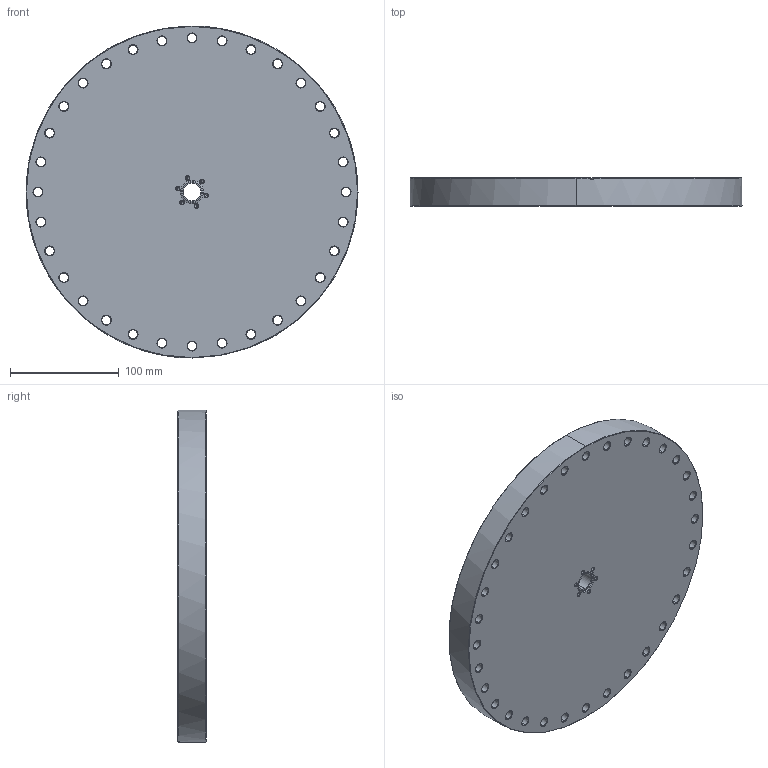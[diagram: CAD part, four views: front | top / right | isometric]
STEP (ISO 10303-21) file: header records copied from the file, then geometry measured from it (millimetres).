
FILE_DESCRIPTION (( 'STEP AP214' ), '1' );
FILE_NAME ('Hositrad_CFA250-16D.STEP', '2017-05-08T14:24:07', ( 'Gebruiker' ), ( '' ), 'SwSTEP 2.0', 'SolidWorks 2017', '' );
FILE_SCHEMA (( 'AUTOMOTIVE_DESIGN' ));
Length unit declared in the file: millimetre
Products named in the file (1): Hositrad_CFA250-16D
Bounding box: 306 x 26 x 306 mm (x, y, z)
Volume: 1783962.9 mm3; surface area: 193308.7 mm2
Topology: 1 solids, 1 shells, 260 faces, 608 edges, 345 vertices
Faces by surface type: cone 165, cylinder 84, plane 11
Entity records: 7595 total; most frequent: DIRECTION 1443, CARTESIAN_POINT 1214, ORIENTED_EDGE 1192, EDGE_CURVE 596, AXIS2_PLACEMENT_3D 590, VERTEX_POINT 345, EDGE_LOOP 333, CIRCLE 329
